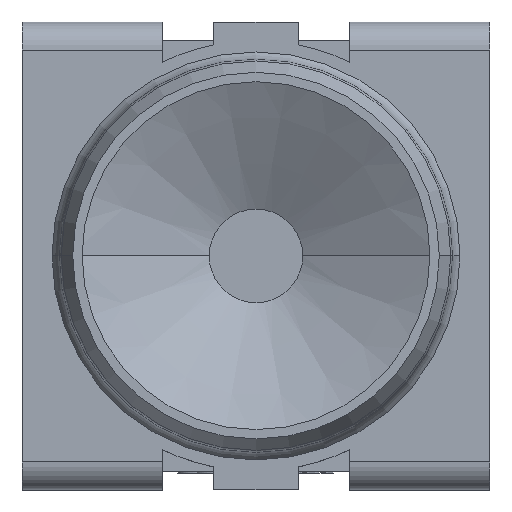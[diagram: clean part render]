
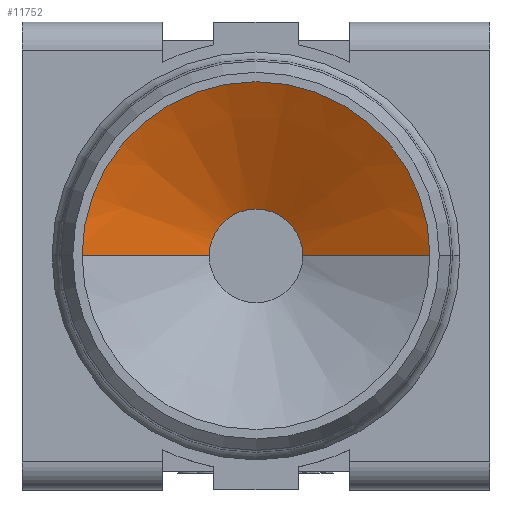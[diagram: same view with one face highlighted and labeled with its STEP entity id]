
A CAD part, top view. The second image highlights one B-rep face of the part: STEP entity #11752.
In plain terms, the highlighted conical face has half-angle 61.928 degrees and reference radius 0.25 mm.
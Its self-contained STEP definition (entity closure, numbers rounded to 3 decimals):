
#21 = VERTEX_POINT ( 'NONE', #10295 ) ;
#143 = CONICAL_SURFACE ( 'NONE', #17501, 0.25, 1.081 ) ;
#290 = DIRECTION ( 'NONE',  ( 1., 0., 0. ) ) ;
#861 = EDGE_CURVE ( 'NONE', #3652, #21, #2864, .T. ) ;
#1084 = ORIENTED_EDGE ( 'NONE', *, *, #861, .F. ) ;
#1686 = ORIENTED_EDGE ( 'NONE', *, *, #3363, .F. ) ;
#2043 = DIRECTION ( 'NONE',  ( 1., 0., 0. ) ) ;
#2615 = CARTESIAN_POINT ( 'NONE',  ( 0.25, 0., 0.7 ) ) ;
#2864 = CIRCLE ( 'NONE', #3769, 0.998 ) ;
#3220 = AXIS2_PLACEMENT_3D ( 'NONE', #14898, #17672, #2043 ) ;
#3363 = EDGE_CURVE ( 'NONE', #5997, #3939, #10514, .T. ) ;
#3533 = CARTESIAN_POINT ( 'NONE',  ( -0.998, 0., 1.099 ) ) ;
#3652 = VERTEX_POINT ( 'NONE', #3533 ) ;
#3769 = AXIS2_PLACEMENT_3D ( 'NONE', #14079, #10048, #7027 ) ;
#3939 = VERTEX_POINT ( 'NONE', #4055 ) ;
#3976 = EDGE_CURVE ( 'NONE', #3939, #3652, #15489, .T. ) ;
#4055 = CARTESIAN_POINT ( 'NONE',  ( -0.25, 0., 0.7 ) ) ;
#5997 = VERTEX_POINT ( 'NONE', #2615 ) ;
#7027 = DIRECTION ( 'NONE',  ( 1., 0., 0. ) ) ;
#7631 = DIRECTION ( 'NONE',  ( 0.882, 0., 0.471 ) ) ;
#9187 = ORIENTED_EDGE ( 'NONE', *, *, #13284, .T. ) ;
#10048 = DIRECTION ( 'NONE',  ( 0., 0., -1. ) ) ;
#10295 = CARTESIAN_POINT ( 'NONE',  ( 0.998, 0., 1.099 ) ) ;
#10514 = CIRCLE ( 'NONE', #3220, 0.25 ) ;
#10587 = CARTESIAN_POINT ( 'NONE',  ( 0.25, 0., 0.7 ) ) ;
#11268 = DIRECTION ( 'NONE',  ( -0.882, 0., 0.471 ) ) ;
#11752 = ADVANCED_FACE ( 'NONE', ( #17919 ), #143, .F. ) ;
#12090 = EDGE_LOOP ( 'NONE', ( #13424, #1686, #9187, #1084 ) ) ;
#12190 = CARTESIAN_POINT ( 'NONE',  ( 0., 0., 0.7 ) ) ;
#13284 = EDGE_CURVE ( 'NONE', #5997, #21, #14893, .T. ) ;
#13424 = ORIENTED_EDGE ( 'NONE', *, *, #3976, .F. ) ;
#14079 = CARTESIAN_POINT ( 'NONE',  ( 0., 0., 1.099 ) ) ;
#14379 = VECTOR ( 'NONE', #11268, 1000. ) ;
#14788 = VECTOR ( 'NONE', #7631, 1000. ) ;
#14893 = LINE ( 'NONE', #10587, #14788 ) ;
#14898 = CARTESIAN_POINT ( 'NONE',  ( 0., 0., 0.7 ) ) ;
#15138 = DIRECTION ( 'NONE',  ( 0., 0., 1. ) ) ;
#15489 = LINE ( 'NONE', #17032, #14379 ) ;
#17032 = CARTESIAN_POINT ( 'NONE',  ( -0.25, 0., 0.7 ) ) ;
#17501 = AXIS2_PLACEMENT_3D ( 'NONE', #12190, #15138, #290 ) ;
#17672 = DIRECTION ( 'NONE',  ( 0., 0., 1. ) ) ;
#17919 = FACE_OUTER_BOUND ( 'NONE', #12090, .T. ) ;
